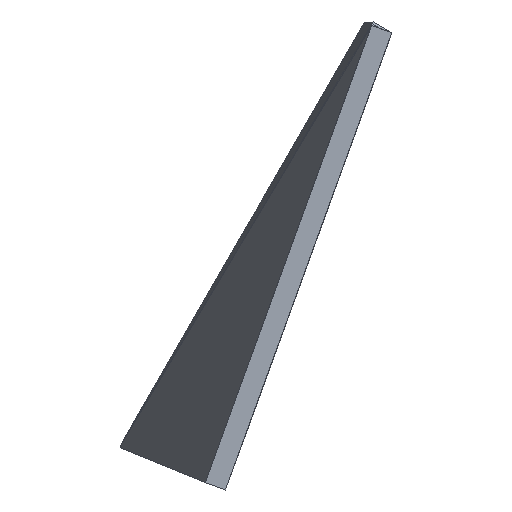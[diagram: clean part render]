
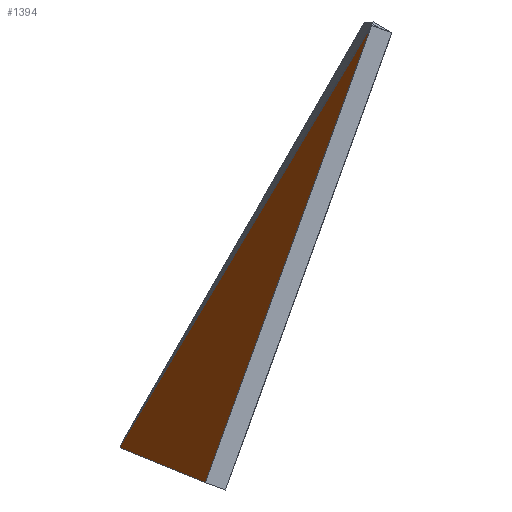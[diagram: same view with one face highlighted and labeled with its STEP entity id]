
A CAD part, left-side view. The second image highlights one B-rep face of the part: STEP entity #1394.
In plain terms, the highlighted planar face has unit normal (-0.081, 0.937, 0.341).
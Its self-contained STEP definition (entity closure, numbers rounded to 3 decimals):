
#14 = ORIENTED_EDGE ( 'NONE', *, *, #249, .F. ) ;
#20 = CARTESIAN_POINT ( 'NONE',  ( -851.21, 188.348, -475.384 ) ) ;
#98 = VERTEX_POINT ( 'NONE', #1391 ) ;
#142 = DIRECTION ( 'NONE',  ( 0.997, 0.075, 0.03 ) ) ;
#160 = LINE ( 'NONE', #729, #1271 ) ;
#180 = LINE ( 'NONE', #293, #994 ) ;
#192 = CARTESIAN_POINT ( 'NONE',  ( -1646.799, 12.385, -180.138 ) ) ;
#202 = EDGE_CURVE ( 'NONE', #434, #543, #1163, .T. ) ;
#249 = EDGE_CURVE ( 'NONE', #1478, #434, #951, .T. ) ;
#259 = DIRECTION ( 'NONE',  ( 0., -0.342, 0.94 ) ) ;
#260 = ORIENTED_EDGE ( 'NONE', *, *, #202, .F. ) ;
#280 = DIRECTION ( 'NONE',  ( 0., -0.342, 0.94 ) ) ;
#293 = CARTESIAN_POINT ( 'NONE',  ( -1647.498, 12.903, -181.724 ) ) ;
#298 = CARTESIAN_POINT ( 'NONE',  ( -851.217, 187.5, -473.056 ) ) ;
#352 = CARTESIAN_POINT ( 'NONE',  ( -1650.405, 127.585, -497.498 ) ) ;
#389 = DIRECTION ( 'NONE',  ( -0.919, -0.202, 0.339 ) ) ;
#403 = DIRECTION ( 'NONE',  ( -0.386, 0.286, -0.877 ) ) ;
#406 = EDGE_CURVE ( 'NONE', #410, #1478, #779, .T. ) ;
#410 = VERTEX_POINT ( 'NONE', #352 ) ;
#434 = VERTEX_POINT ( 'NONE', #1490 ) ;
#488 = CARTESIAN_POINT ( 'NONE',  ( -856.686, 187.142, -473.365 ) ) ;
#543 = VERTEX_POINT ( 'NONE', #192 ) ;
#623 = CARTESIAN_POINT ( 'NONE',  ( -856.623, 187.095, -473.222 ) ) ;
#699 = DIRECTION ( 'NONE',  ( -0.081, 0.937, 0.341 ) ) ;
#706 = EDGE_LOOP ( 'NONE', ( #260, #14, #1190, #1109, #714 ) ) ;
#714 = ORIENTED_EDGE ( 'NONE', *, *, #1465, .F. ) ;
#729 = CARTESIAN_POINT ( 'NONE',  ( -1650.405, 127.585, -497.5 ) ) ;
#779 = LINE ( 'NONE', #298, #1311 ) ;
#788 = FACE_OUTER_BOUND ( 'NONE', #706, .T. ) ;
#939 = PLANE ( 'NONE',  #1429 ) ;
#951 = LINE ( 'NONE', #488, #1309 ) ;
#993 = VECTOR ( 'NONE', #389, 1000. ) ;
#994 = VECTOR ( 'NONE', #403, 1000. ) ;
#1051 = DIRECTION ( 'NONE',  ( 0.386, -0.286, 0.877 ) ) ;
#1109 = ORIENTED_EDGE ( 'NONE', *, *, #1248, .T. ) ;
#1163 = LINE ( 'NONE', #1314, #993 ) ;
#1190 = ORIENTED_EDGE ( 'NONE', *, *, #406, .F. ) ;
#1248 = EDGE_CURVE ( 'NONE', #410, #98, #160, .T. ) ;
#1271 = VECTOR ( 'NONE', #280, 1000. ) ;
#1309 = VECTOR ( 'NONE', #1051, 1000. ) ;
#1311 = VECTOR ( 'NONE', #142, 1000. ) ;
#1314 = CARTESIAN_POINT ( 'NONE',  ( 3098.072, 1057.821, -1929.981 ) ) ;
#1391 = CARTESIAN_POINT ( 'NONE',  ( -1650.405, 15.053, -188.32 ) ) ;
#1394 = ADVANCED_FACE ( 'NONE', ( #788 ), #939, .T. ) ;
#1429 = AXIS2_PLACEMENT_3D ( 'NONE', #20, #699, #259 ) ;
#1465 = EDGE_CURVE ( 'NONE', #543, #98, #180, .T. ) ;
#1478 = VERTEX_POINT ( 'NONE', #623 ) ;
#1490 = CARTESIAN_POINT ( 'NONE',  ( -855.987, 186.625, -471.779 ) ) ;
